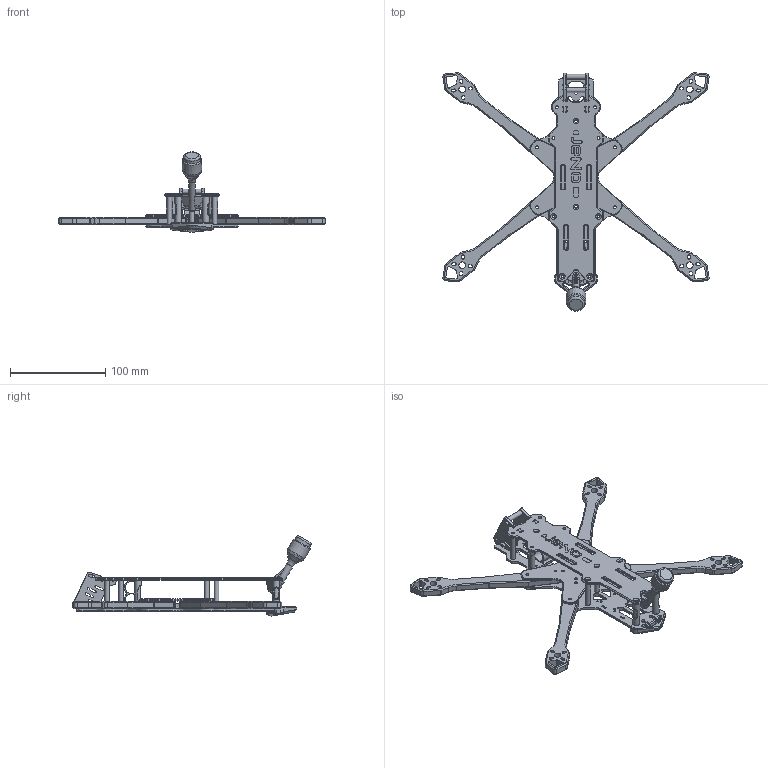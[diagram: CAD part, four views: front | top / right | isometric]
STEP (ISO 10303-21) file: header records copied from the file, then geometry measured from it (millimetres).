
FILE_DESCRIPTION(/* description */ ('','CAx-IF Rec.Pracs.---Representation and Presentation of Product Manufacturing Information (PMI)---4.0---2014-10-13'),/* implementation_level */ '2;1');
FILE_NAME(/* name */ 'JeNo 7pouces v1.1.1.step',/* time_stamp */ '2025-02-09T11:42:34+01:00',/* author */ (''),/* organization */ (''),/* preprocessor_version */ 'ST-DEVELOPER v20',/* originating_system */ 'Autodesk Translation Framework v13.20.0.188',/* authorisation */ '');
FILE_SCHEMA (('AP242_MANAGED_MODEL_BASED_3D_ENGINEERING_MIM_LF { 1 0 10303 442 1 1 4 }'));
Products named in the file (1): JeNo 7pouces
Bounding box: 279.57 x 250.54 x 84.41 mm (x, y, z)
Volume: 192588.2 mm3; surface area: 142681.7 mm2
Topology: 27 solids, 27 shells, 2453 faces, 6399 edges, 4012 vertices
Faces by surface type: plane 1195, cylinder 853, cone 359, bspline 39, torus 7
Full cylindrical faces by diameter (mm): 1.7 x8, 2.2 x8, 3 x86, 4.3 x16, 4.4 x1, 5 x14, 5.02 x2, 5.5 x4, 6.4 x8, 7 x6, 12.65 x2, 17.5 x1
Entity records: 77036 total; most frequent: CARTESIAN_POINT 14794, DIRECTION 13184, ORIENTED_EDGE 12778, EDGE_CURVE 6389, AXIS2_PLACEMENT_3D 4511, LINE 4162, VECTOR 4162, VERTEX_POINT 4012
